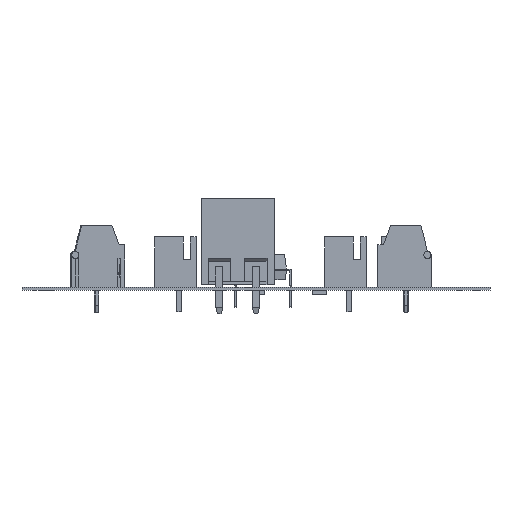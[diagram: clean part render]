
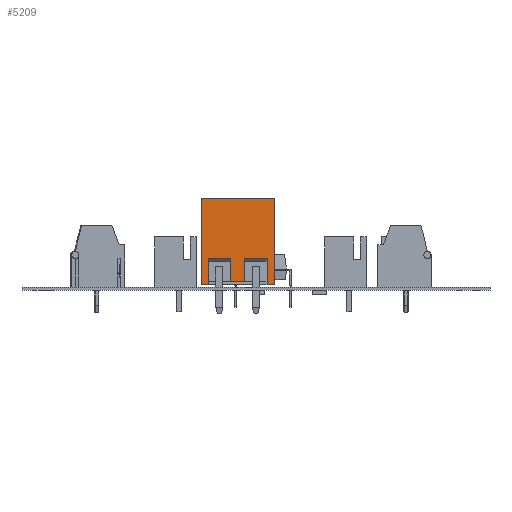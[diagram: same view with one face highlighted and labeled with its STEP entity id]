
A CAD part, left-side view. The second image highlights one B-rep face of the part: STEP entity #5209.
In plain terms, the highlighted face is planar.
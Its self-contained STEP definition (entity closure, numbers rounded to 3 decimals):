
#5160 = VERTEX_POINT('',#5161);
#5161 = CARTESIAN_POINT('',(-5.08,4.05,6.));
#5167 = EDGE_CURVE('',#5168,#5160,#5170,.T.);
#5168 = VERTEX_POINT('',#5169);
#5169 = CARTESIAN_POINT('',(-5.08,4.05,-6.));
#5170 = LINE('',#5171,#5172);
#5171 = CARTESIAN_POINT('',(-5.08,4.05,-6.));
#5172 = VECTOR('',#5173,1.);
#5173 = DIRECTION('',(0.,0.,1.));
#5209 = ADVANCED_FACE('',(#5210),#5299,.T.);
#5210 = FACE_BOUND('',#5211,.T.);
#5211 = EDGE_LOOP('',(#5212,#5213,#5221,#5229,#5237,#5245,#5253,#5261,
    #5269,#5277,#5285,#5293));
#5212 = ORIENTED_EDGE('',*,*,#5167,.T.);
#5213 = ORIENTED_EDGE('',*,*,#5214,.F.);
#5214 = EDGE_CURVE('',#5215,#5160,#5217,.T.);
#5215 = VERTEX_POINT('',#5216);
#5216 = CARTESIAN_POINT('',(5.08,4.05,6.));
#5217 = LINE('',#5218,#5219);
#5218 = CARTESIAN_POINT('',(6.08,4.05,6.));
#5219 = VECTOR('',#5220,1.);
#5220 = DIRECTION('',(-1.,0.,0.));
#5221 = ORIENTED_EDGE('',*,*,#5222,.T.);
#5222 = EDGE_CURVE('',#5215,#5223,#5225,.T.);
#5223 = VERTEX_POINT('',#5224);
#5224 = CARTESIAN_POINT('',(5.08,4.05,-6.));
#5225 = LINE('',#5226,#5227);
#5226 = CARTESIAN_POINT('',(5.08,4.05,6.));
#5227 = VECTOR('',#5228,1.);
#5228 = DIRECTION('',(0.,0.,-1.));
#5229 = ORIENTED_EDGE('',*,*,#5230,.T.);
#5230 = EDGE_CURVE('',#5223,#5231,#5233,.T.);
#5231 = VERTEX_POINT('',#5232);
#5232 = CARTESIAN_POINT('',(4.08,4.05,-6.));
#5233 = LINE('',#5234,#5235);
#5234 = CARTESIAN_POINT('',(6.08,4.05,-6.));
#5235 = VECTOR('',#5236,1.);
#5236 = DIRECTION('',(-1.,0.,0.));
#5237 = ORIENTED_EDGE('',*,*,#5238,.F.);
#5238 = EDGE_CURVE('',#5239,#5231,#5241,.T.);
#5239 = VERTEX_POINT('',#5240);
#5240 = CARTESIAN_POINT('',(4.08,4.05,-2.3));
#5241 = LINE('',#5242,#5243);
#5242 = CARTESIAN_POINT('',(4.08,4.05,-5.55));
#5243 = VECTOR('',#5244,1.);
#5244 = DIRECTION('',(0.,0.,-1.));
#5245 = ORIENTED_EDGE('',*,*,#5246,.F.);
#5246 = EDGE_CURVE('',#5247,#5239,#5249,.T.);
#5247 = VERTEX_POINT('',#5248);
#5248 = CARTESIAN_POINT('',(1.,4.05,-2.3));
#5249 = LINE('',#5250,#5251);
#5250 = CARTESIAN_POINT('',(1.,4.05,-2.3));
#5251 = VECTOR('',#5252,1.);
#5252 = DIRECTION('',(1.,0.,0.));
#5253 = ORIENTED_EDGE('',*,*,#5254,.T.);
#5254 = EDGE_CURVE('',#5247,#5255,#5257,.T.);
#5255 = VERTEX_POINT('',#5256);
#5256 = CARTESIAN_POINT('',(1.,4.05,-5.55));
#5257 = LINE('',#5258,#5259);
#5258 = CARTESIAN_POINT('',(1.,4.05,-2.3));
#5259 = VECTOR('',#5260,1.);
#5260 = DIRECTION('',(0.,0.,-1.));
#5261 = ORIENTED_EDGE('',*,*,#5262,.F.);
#5262 = EDGE_CURVE('',#5263,#5255,#5265,.T.);
#5263 = VERTEX_POINT('',#5264);
#5264 = CARTESIAN_POINT('',(-1.,4.05,-5.55));
#5265 = LINE('',#5266,#5267);
#5266 = CARTESIAN_POINT('',(-4.08,4.05,-5.55));
#5267 = VECTOR('',#5268,1.);
#5268 = DIRECTION('',(1.,0.,0.));
#5269 = ORIENTED_EDGE('',*,*,#5270,.F.);
#5270 = EDGE_CURVE('',#5271,#5263,#5273,.T.);
#5271 = VERTEX_POINT('',#5272);
#5272 = CARTESIAN_POINT('',(-1.,4.05,-2.3));
#5273 = LINE('',#5274,#5275);
#5274 = CARTESIAN_POINT('',(-1.,4.05,-2.3));
#5275 = VECTOR('',#5276,1.);
#5276 = DIRECTION('',(0.,0.,-1.));
#5277 = ORIENTED_EDGE('',*,*,#5278,.F.);
#5278 = EDGE_CURVE('',#5279,#5271,#5281,.T.);
#5279 = VERTEX_POINT('',#5280);
#5280 = CARTESIAN_POINT('',(-4.08,4.05,-2.3));
#5281 = LINE('',#5282,#5283);
#5282 = CARTESIAN_POINT('',(-4.08,4.05,-2.3));
#5283 = VECTOR('',#5284,1.);
#5284 = DIRECTION('',(1.,0.,0.));
#5285 = ORIENTED_EDGE('',*,*,#5286,.T.);
#5286 = EDGE_CURVE('',#5279,#5287,#5289,.T.);
#5287 = VERTEX_POINT('',#5288);
#5288 = CARTESIAN_POINT('',(-4.08,4.05,-6.));
#5289 = LINE('',#5290,#5291);
#5290 = CARTESIAN_POINT('',(-4.08,4.05,-5.55));
#5291 = VECTOR('',#5292,1.);
#5292 = DIRECTION('',(0.,0.,-1.));
#5293 = ORIENTED_EDGE('',*,*,#5294,.T.);
#5294 = EDGE_CURVE('',#5287,#5168,#5295,.T.);
#5295 = LINE('',#5296,#5297);
#5296 = CARTESIAN_POINT('',(6.08,4.05,-6.));
#5297 = VECTOR('',#5298,1.);
#5298 = DIRECTION('',(-1.,0.,0.));
#5299 = PLANE('',#5300);
#5300 = AXIS2_PLACEMENT_3D('',#5301,#5302,#5303);
#5301 = CARTESIAN_POINT('',(6.08,4.05,6.));
#5302 = DIRECTION('',(0.,1.,0.));
#5303 = DIRECTION('',(0.,0.,1.));
